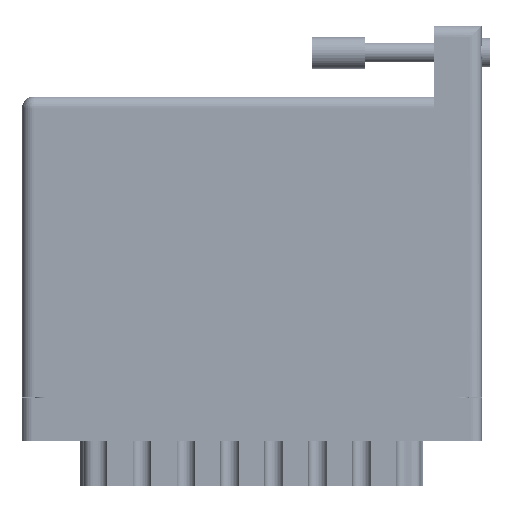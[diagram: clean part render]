
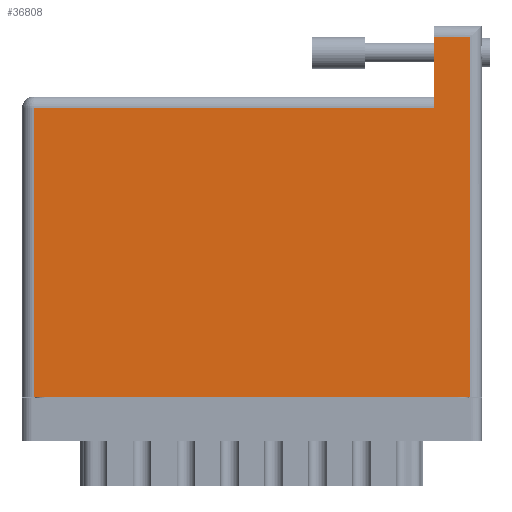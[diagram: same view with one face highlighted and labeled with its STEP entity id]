
A CAD part, front view. The second image highlights one B-rep face of the part: STEP entity #36808.
In plain terms, the highlighted face is planar.
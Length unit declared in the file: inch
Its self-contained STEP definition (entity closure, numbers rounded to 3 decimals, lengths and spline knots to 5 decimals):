
#727 = LINE ( 'NONE', #11636, #17435 ) ;
#1304 = VERTEX_POINT ( 'NONE', #68807 ) ;
#2363 = VECTOR ( 'NONE', #32597, 39.37008 ) ;
#3642 = ORIENTED_EDGE ( 'NONE', *, *, #9697, .T. ) ;
#3827 = CARTESIAN_POINT ( 'NONE',  ( 2.648, 2.195, 0. ) ) ;
#4780 = CARTESIAN_POINT ( 'NONE',  ( 0., 1.705, 0. ) ) ;
#5443 = DIRECTION ( 'NONE',  ( 0., 0., -1. ) ) ;
#9697 = EDGE_CURVE ( 'NONE', #31445, #1304, #58007, .T. ) ;
#10241 = LINE ( 'NONE', #35958, #2363 ) ;
#10302 = CARTESIAN_POINT ( 'NONE',  ( 0.07, 0., 0. ) ) ;
#11445 = EDGE_CURVE ( 'NONE', #65387, #31445, #10241, .T. ) ;
#11636 = CARTESIAN_POINT ( 'NONE',  ( 0.07, 0., 0. ) ) ;
#14844 = DIRECTION ( 'NONE',  ( 0., 1., 0. ) ) ;
#15234 = CARTESIAN_POINT ( 'NONE',  ( 2.438, 1.705, 0. ) ) ;
#17435 = VECTOR ( 'NONE', #50449, 39.37008 ) ;
#18195 = ORIENTED_EDGE ( 'NONE', *, *, #43846, .T. ) ;
#22133 = DIRECTION ( 'NONE',  ( -1., 0., 0. ) ) ;
#23014 = ORIENTED_EDGE ( 'NONE', *, *, #30089, .T. ) ;
#24199 = DIRECTION ( 'NONE',  ( 0., -1., 0. ) ) ;
#27724 = CARTESIAN_POINT ( 'NONE',  ( 0., 1.775, 0. ) ) ;
#28258 = ORIENTED_EDGE ( 'NONE', *, *, #59205, .T. ) ;
#30089 = EDGE_CURVE ( 'NONE', #47329, #65387, #727, .T. ) ;
#30272 = AXIS2_PLACEMENT_3D ( 'NONE', #27724, #5443, #22133 ) ;
#31445 = VERTEX_POINT ( 'NONE', #69363 ) ;
#32597 = DIRECTION ( 'NONE',  ( 1., 0., 0. ) ) ;
#32981 = DIRECTION ( 'NONE',  ( -1., 0., 0. ) ) ;
#34457 = ORIENTED_EDGE ( 'NONE', *, *, #40283, .T. ) ;
#35958 = CARTESIAN_POINT ( 'NONE',  ( 0., 0., 0. ) ) ;
#36808 = ADVANCED_FACE ( 'NONE', ( #38638 ), #43749, .F. ) ;
#37656 = VECTOR ( 'NONE', #24199, 39.37008 ) ;
#37860 = VERTEX_POINT ( 'NONE', #47992 ) ;
#38638 = FACE_OUTER_BOUND ( 'NONE', #48228, .T. ) ;
#39085 = VECTOR ( 'NONE', #32981, 39.37008 ) ;
#39338 = VERTEX_POINT ( 'NONE', #15234 ) ;
#40283 = EDGE_CURVE ( 'NONE', #37860, #39338, #48192, .T. ) ;
#43749 = PLANE ( 'NONE',  #30272 ) ;
#43846 = EDGE_CURVE ( 'NONE', #1304, #37860, #65151, .T. ) ;
#46516 = CARTESIAN_POINT ( 'NONE',  ( 2.438, 2.195, 0. ) ) ;
#47329 = VERTEX_POINT ( 'NONE', #55382 ) ;
#47992 = CARTESIAN_POINT ( 'NONE',  ( 2.438, 2.125, 0. ) ) ;
#48192 = LINE ( 'NONE', #46516, #37656 ) ;
#48228 = EDGE_LOOP ( 'NONE', ( #28258, #23014, #61695, #3642, #18195, #34457 ) ) ;
#50449 = DIRECTION ( 'NONE',  ( 0., -1., 0. ) ) ;
#50975 = VECTOR ( 'NONE', #14844, 39.37008 ) ;
#54048 = LINE ( 'NONE', #4780, #39085 ) ;
#55382 = CARTESIAN_POINT ( 'NONE',  ( 0.07, 1.705, 0. ) ) ;
#58007 = LINE ( 'NONE', #3827, #50975 ) ;
#58204 = VECTOR ( 'NONE', #59866, 39.37008 ) ;
#59205 = EDGE_CURVE ( 'NONE', #39338, #47329, #54048, .T. ) ;
#59866 = DIRECTION ( 'NONE',  ( -1., 0., 0. ) ) ;
#61695 = ORIENTED_EDGE ( 'NONE', *, *, #11445, .T. ) ;
#65151 = LINE ( 'NONE', #70922, #58204 ) ;
#65387 = VERTEX_POINT ( 'NONE', #10302 ) ;
#68807 = CARTESIAN_POINT ( 'NONE',  ( 2.648, 2.125, 0. ) ) ;
#69363 = CARTESIAN_POINT ( 'NONE',  ( 2.648, 0., 0. ) ) ;
#70922 = CARTESIAN_POINT ( 'NONE',  ( 0., 2.125, 0. ) ) ;
